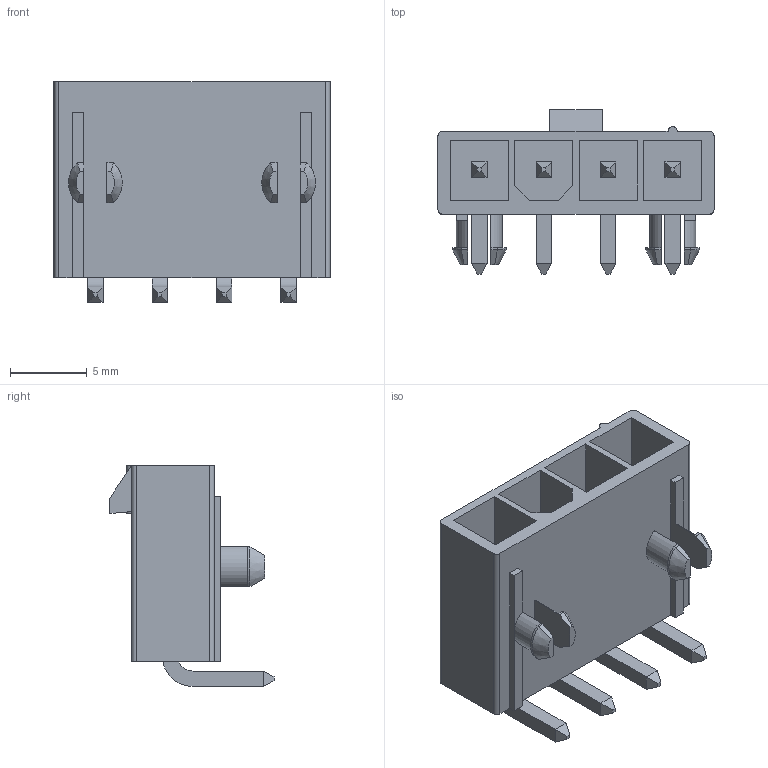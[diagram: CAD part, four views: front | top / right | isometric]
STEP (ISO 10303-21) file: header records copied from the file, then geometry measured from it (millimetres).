
FILE_DESCRIPTION((''),'2;1');
FILE_NAME('039303045','2017-09-20T',('ksrinivasara'),(''),'PRO/ENGINEER BY PARAMETRIC TECHNOLOGY CORPORATION, 2012310','PRO/ENGINEER BY PARAMETRIC TECHNOLOGY CORPORATION, 2012310','');
FILE_SCHEMA(('CONFIG_CONTROL_DESIGN'));
Length unit declared in the file: millimetre
Products named in the file (1): 039303045
Bounding box: 18 x 10.7 x 14.4 mm (x, y, z)
Volume: 792.7 mm3; surface area: 1625.9 mm2
Topology: 1 solids, 1 shells, 167 faces, 415 edges, 266 vertices
Faces by surface type: plane 142, cylinder 21, cone 4
Entity records: 4874 total; most frequent: CARTESIAN_POINT 849, DIRECTION 803, ORIENTED_EDGE 802, EDGE_CURVE 401, VECTOR 347, LINE 347, VERTEX_POINT 250, AXIS2_PLACEMENT_3D 228
